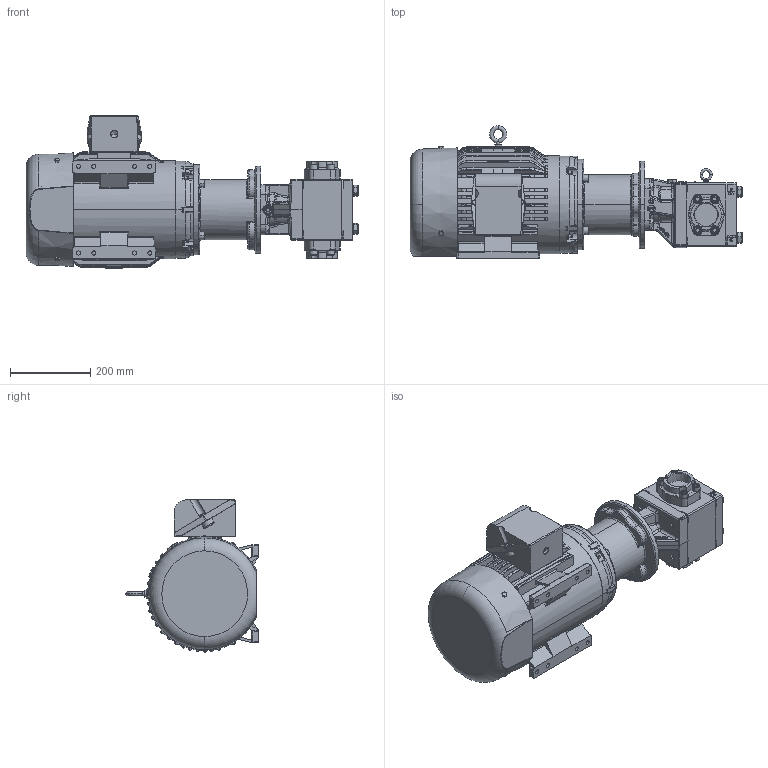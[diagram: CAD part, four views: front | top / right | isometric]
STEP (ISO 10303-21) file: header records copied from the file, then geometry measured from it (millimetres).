
FILE_DESCRIPTION (( 'STEP AP214' ), '1' );
FILE_NAME ('GPV-1005-003-U.STEP', '2021-08-18T15:39:57', ( '' ), ( '' ), 'SwSTEP 2.0', 'SolidWorks 2020', '' );
FILE_SCHEMA (( 'AUTOMOTIVE_DESIGN' ));
Length unit declared in the file: inch
Products named in the file (1): GPV-1005-003-U
Bounding box: 827.72 x 329.95 x 379.46 mm (x, y, z)
Volume: 31896474.6 mm3; surface area: 1349556.7 mm2
Topology: 1 solids, 17 shells, 4095 faces, 10772 edges, 6915 vertices
Faces by surface type: plane 1986, bspline 847, cylinder 572, cone 458, torus 184, sphere 48
Entity records: 196056 total; most frequent: CARTESIAN_POINT 70986, ORIENTED_EDGE 21436, DIRECTION 15182, EDGE_CURVE 10718, VERTEX_POINT 6913, LINE 5760, VECTOR 5760, AXIS2_PLACEMENT_3D 4711
